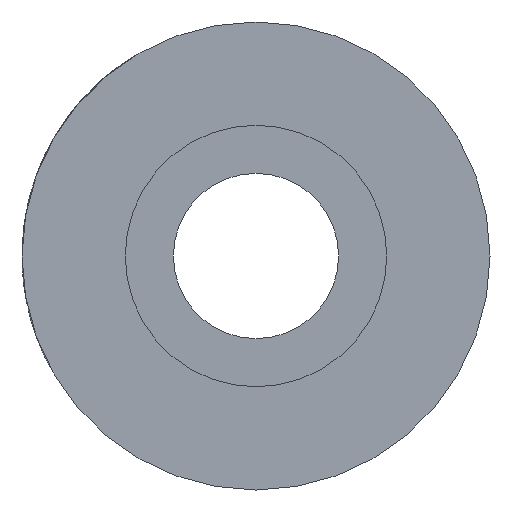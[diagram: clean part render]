
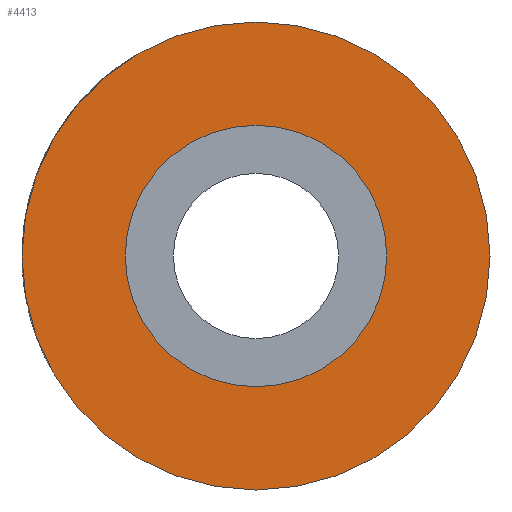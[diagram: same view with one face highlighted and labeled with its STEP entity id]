
A CAD part, left-side view. The second image highlights one B-rep face of the part: STEP entity #4413.
In plain terms, the highlighted planar face has unit normal (-1, 0, 0).
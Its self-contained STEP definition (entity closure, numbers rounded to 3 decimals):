
#24 = DIRECTION ( 'NONE',  ( 0., 0., 1. ) ) ;
#137 = AXIS2_PLACEMENT_3D ( 'NONE', #6148, #794, #275 ) ;
#275 = DIRECTION ( 'NONE',  ( 0., 0., 1. ) ) ;
#673 = VERTEX_POINT ( 'NONE', #867 ) ;
#794 = DIRECTION ( 'NONE',  ( -1., 0., 0. ) ) ;
#859 = AXIS2_PLACEMENT_3D ( 'NONE', #1470, #6828, #2102 ) ;
#867 = CARTESIAN_POINT ( 'NONE',  ( 0., 0., -4.75 ) ) ;
#905 = VERTEX_POINT ( 'NONE', #4094 ) ;
#1112 = ORIENTED_EDGE ( 'NONE', *, *, #3221, .T. ) ;
#1470 = CARTESIAN_POINT ( 'NONE',  ( 0., 0., 0. ) ) ;
#1628 = EDGE_LOOP ( 'NONE', ( #5315, #5079 ) ) ;
#1684 = VERTEX_POINT ( 'NONE', #3701 ) ;
#1759 = CARTESIAN_POINT ( 'NONE',  ( 0., 0., 0. ) ) ;
#1798 = CIRCLE ( 'NONE', #137, 8.5 ) ;
#2036 = EDGE_CURVE ( 'NONE', #673, #905, #2668, .T. ) ;
#2102 = DIRECTION ( 'NONE',  ( 0., 0., 1. ) ) ;
#2249 = DIRECTION ( 'NONE',  ( -1., 0., 0. ) ) ;
#2305 = CIRCLE ( 'NONE', #6270, 8.5 ) ;
#2373 = ORIENTED_EDGE ( 'NONE', *, *, #3991, .T. ) ;
#2440 = DIRECTION ( 'NONE',  ( 0., 0., 1. ) ) ;
#2538 = VERTEX_POINT ( 'NONE', #2844 ) ;
#2668 = CIRCLE ( 'NONE', #6307, 4.75 ) ;
#2786 = EDGE_LOOP ( 'NONE', ( #2373, #1112 ) ) ;
#2826 = PLANE ( 'NONE',  #3966 ) ;
#2844 = CARTESIAN_POINT ( 'NONE',  ( 0., 0., -8.5 ) ) ;
#3221 = EDGE_CURVE ( 'NONE', #2538, #1684, #1798, .T. ) ;
#3314 = FACE_BOUND ( 'NONE', #1628, .T. ) ;
#3415 = FACE_OUTER_BOUND ( 'NONE', #2786, .T. ) ;
#3701 = CARTESIAN_POINT ( 'NONE',  ( 0., 0., 8.5 ) ) ;
#3730 = EDGE_CURVE ( 'NONE', #905, #673, #6385, .T. ) ;
#3807 = CARTESIAN_POINT ( 'NONE',  ( 0., 0., 0. ) ) ;
#3966 = AXIS2_PLACEMENT_3D ( 'NONE', #5431, #5529, #5974 ) ;
#3991 = EDGE_CURVE ( 'NONE', #1684, #2538, #2305, .T. ) ;
#4094 = CARTESIAN_POINT ( 'NONE',  ( 0., 0., 4.75 ) ) ;
#4413 = ADVANCED_FACE ( 'NONE', ( #3314, #3415 ), #2826, .F. ) ;
#5079 = ORIENTED_EDGE ( 'NONE', *, *, #2036, .F. ) ;
#5315 = ORIENTED_EDGE ( 'NONE', *, *, #3730, .F. ) ;
#5431 = CARTESIAN_POINT ( 'NONE',  ( 0., 0., 0. ) ) ;
#5529 = DIRECTION ( 'NONE',  ( 1., 0., 0. ) ) ;
#5974 = DIRECTION ( 'NONE',  ( 0., 0., -1. ) ) ;
#6040 = DIRECTION ( 'NONE',  ( -1., 0., 0. ) ) ;
#6148 = CARTESIAN_POINT ( 'NONE',  ( 0., 0., 0. ) ) ;
#6270 = AXIS2_PLACEMENT_3D ( 'NONE', #3807, #2249, #24 ) ;
#6307 = AXIS2_PLACEMENT_3D ( 'NONE', #1759, #6040, #2440 ) ;
#6385 = CIRCLE ( 'NONE', #859, 4.75 ) ;
#6828 = DIRECTION ( 'NONE',  ( -1., 0., 0. ) ) ;
